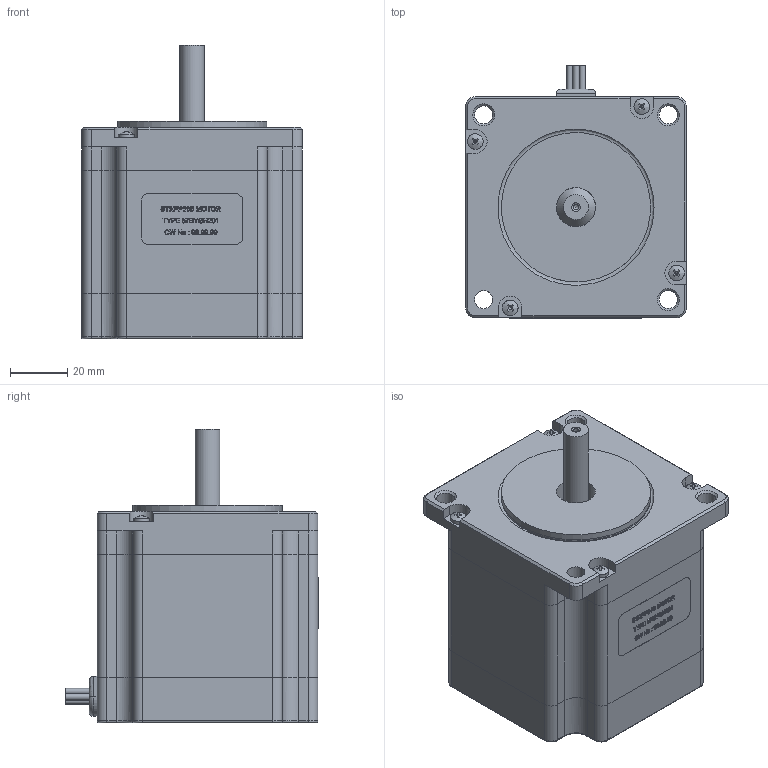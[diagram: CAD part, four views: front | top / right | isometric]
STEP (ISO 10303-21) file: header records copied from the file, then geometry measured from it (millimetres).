
FILE_DESCRIPTION(('FreeCAD Model'),'2;1');
FILE_NAME('Open CASCADE Shape Model','2025-05-03T02:30:31',('FreeCAD'),( 'FreeCAD'),'Open CASCADE STEP processor 7.6','FreeCAD','Unknown');
FILE_SCHEMA(('AUTOMOTIVE_DESIGN { 1 0 10303 214 1 1 1 1 }'));
Products named in the file (1): Open CASCADE STEP translator 7.6 1
Bounding box: 77.22 x 88.31 x 102.69 mm (x, y, z)
Volume: 253006.8 mm3; surface area: 68446.1 mm2
Topology: 14 solids, 14 shells, 1625 faces, 4622 edges, 3141 vertices
Faces by surface type: bspline 1625
Entity records: 92782 total; most frequent: CARTESIAN_POINT 65047, ORIENTED_EDGE 9232, EDGE_CURVE 4616, B_SPLINE_CURVE_WITH_KNOTS 4177, VERTEX_POINT 3141, FACE_BOUND 1777, EDGE_LOOP 1777, ADVANCED_FACE 1625
